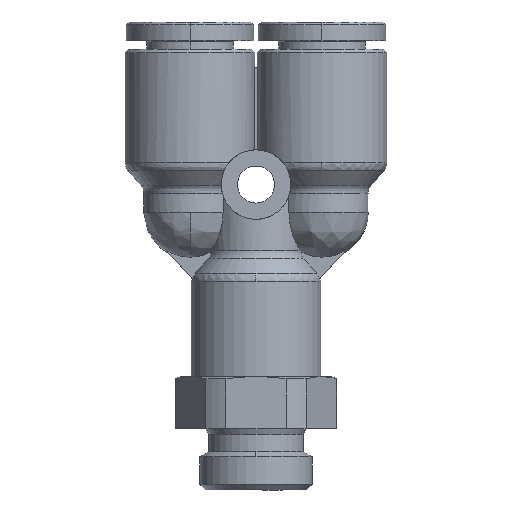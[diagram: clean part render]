
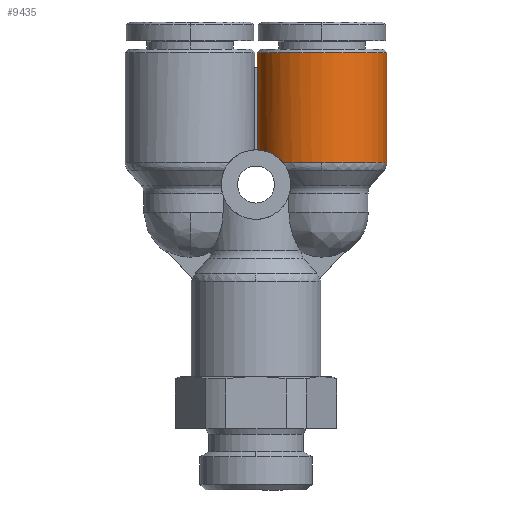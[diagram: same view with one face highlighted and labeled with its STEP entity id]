
A CAD part, front view. The second image highlights one B-rep face of the part: STEP entity #9435.
In plain terms, the highlighted cylindrical face has radius 5.6 mm (diameter 11.2 mm), a partial arc.
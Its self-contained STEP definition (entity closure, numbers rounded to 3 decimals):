
#42 = LINE ( 'NONE', #13442, #18440 ) ;
#150 = DIRECTION ( 'NONE',  ( -1., 0., 0. ) ) ;
#244 = DIRECTION ( 'NONE',  ( 1., 0., 0. ) ) ;
#550 = AXIS2_PLACEMENT_3D ( 'NONE', #11717, #150, #18343 ) ;
#599 = CARTESIAN_POINT ( 'NONE',  ( -11.062, -3.969, 7.229 ) ) ;
#690 = AXIS2_PLACEMENT_3D ( 'NONE', #6159, #12645, #20655 ) ;
#819 = CARTESIAN_POINT ( 'NONE',  ( -11.611, -1.142, 5.687 ) ) ;
#825 = AXIS2_PLACEMENT_3D ( 'NONE', #5091, #244, #16518 ) ;
#1324 = CARTESIAN_POINT ( 'NONE',  ( -18.718, 0., 11.184 ) ) ;
#1563 = CARTESIAN_POINT ( 'NONE',  ( -14.418, 0., 16.784 ) ) ;
#1640 = ORIENTED_EDGE ( 'NONE', *, *, #4473, .T. ) ;
#2156 = CARTESIAN_POINT ( 'NONE',  ( -10.483, 0., 16.784 ) ) ;
#2522 = CARTESIAN_POINT ( 'NONE',  ( -11.577, -2.075, 5.979 ) ) ;
#2822 = ORIENTED_EDGE ( 'NONE', *, *, #6598, .T. ) ;
#3095 = EDGE_CURVE ( 'NONE', #13587, #17127, #18397, .T. ) ;
#3637 = CARTESIAN_POINT ( 'NONE',  ( -14.418, 0., 5.584 ) ) ;
#4390 = CIRCLE ( 'NONE', #8328, 5.6 ) ;
#4473 = EDGE_CURVE ( 'NONE', #19489, #14280, #10760, .T. ) ;
#4499 = EDGE_CURVE ( 'NONE', #18790, #10554, #42, .T. ) ;
#5091 = CARTESIAN_POINT ( 'NONE',  ( -14.418, 0., 11.184 ) ) ;
#5117 = ORIENTED_EDGE ( 'NONE', *, *, #7885, .T. ) ;
#5530 = CARTESIAN_POINT ( 'NONE',  ( -10.624, -4.404, 7.722 ) ) ;
#5598 = CARTESIAN_POINT ( 'NONE',  ( -10.748, -4.308, 7.602 ) ) ;
#5629 = VECTOR ( 'NONE', #19832, 1000. ) ;
#6093 = DIRECTION ( 'NONE',  ( 0., 0., -1. ) ) ;
#6159 = CARTESIAN_POINT ( 'NONE',  ( -20.018, 0., 11.184 ) ) ;
#6598 = EDGE_CURVE ( 'NONE', #14902, #19489, #4390, .T. ) ;
#6859 = CARTESIAN_POINT ( 'NONE',  ( -10.483, 0., 11.184 ) ) ;
#7092 = CIRCLE ( 'NONE', #690, 5.6 ) ;
#7128 = CARTESIAN_POINT ( 'NONE',  ( -10.483, -5.6, 11.184 ) ) ;
#7396 = ORIENTED_EDGE ( 'NONE', *, *, #18672, .T. ) ;
#7461 = CARTESIAN_POINT ( 'NONE',  ( -11.501, -2.78, 6.319 ) ) ;
#7484 = CARTESIAN_POINT ( 'NONE',  ( -10.483, -4.487, 7.834 ) ) ;
#7885 = EDGE_CURVE ( 'NONE', #10554, #14902, #16970, .T. ) ;
#8328 = AXIS2_PLACEMENT_3D ( 'NONE', #6859, #14900, #18229 ) ;
#8557 = CYLINDRICAL_SURFACE ( 'NONE', #825, 5.6 ) ;
#8810 = CARTESIAN_POINT ( 'NONE',  ( -10.483, -4.487, 7.834 ) ) ;
#9092 = CARTESIAN_POINT ( 'NONE',  ( -11.299, -3.578, 6.861 ) ) ;
#9156 = VERTEX_POINT ( 'NONE', #18626 ) ;
#9161 = LINE ( 'NONE', #1563, #14760 ) ;
#9291 = AXIS2_PLACEMENT_3D ( 'NONE', #1324, #19322, #6093 ) ;
#9435 = ADVANCED_FACE ( 'NONE', ( #11859 ), #8557, .T. ) ;
#9610 = CARTESIAN_POINT ( 'NONE',  ( -11.614, -0.75, 5.634 ) ) ;
#10554 = VERTEX_POINT ( 'NONE', #9610 ) ;
#10760 = CIRCLE ( 'NONE', #550, 5.6 ) ;
#11385 = DIRECTION ( 'NONE',  ( 1., 0., 0. ) ) ;
#11717 = CARTESIAN_POINT ( 'NONE',  ( -10.483, 0., 11.184 ) ) ;
#11859 = FACE_OUTER_BOUND ( 'NONE', #17988, .T. ) ;
#12055 = CARTESIAN_POINT ( 'NONE',  ( -11.564, -2.258, 6.055 ) ) ;
#12228 = ORIENTED_EDGE ( 'NONE', *, *, #13215, .F. ) ;
#12259 = CARTESIAN_POINT ( 'NONE',  ( -11.606, -1.522, 5.78 ) ) ;
#12645 = DIRECTION ( 'NONE',  ( 1., 0., 0. ) ) ;
#13215 = EDGE_CURVE ( 'NONE', #9156, #14280, #9161, .T. ) ;
#13442 = CARTESIAN_POINT ( 'NONE',  ( -14.418, -0.75, 5.634 ) ) ;
#13569 = EDGE_CURVE ( 'NONE', #17127, #18790, #18815, .T. ) ;
#13587 = VERTEX_POINT ( 'NONE', #17830 ) ;
#13705 = CARTESIAN_POINT ( 'NONE',  ( -11.526, -2.61, 6.225 ) ) ;
#14280 = VERTEX_POINT ( 'NONE', #2156 ) ;
#14760 = VECTOR ( 'NONE', #11385, 1000. ) ;
#14900 = DIRECTION ( 'NONE',  ( -1., 0., 0. ) ) ;
#14902 = VERTEX_POINT ( 'NONE', #7484 ) ;
#15281 = CARTESIAN_POINT ( 'NONE',  ( -10.968, -4.09, 7.355 ) ) ;
#16518 = DIRECTION ( 'NONE',  ( 0., 0., -1. ) ) ;
#16619 = DIRECTION ( 'NONE',  ( 1., 0., 0. ) ) ;
#16970 = B_SPLINE_CURVE_WITH_KNOTS ( 'NONE', 3,
 ( #20421, #819, #12259, #2522, #12055, #13705, #7461, #18880, #9092, #599, #15281, #5598, #5530, #8810 ),
 .UNSPECIFIED., .F., .F.,
 ( 4, 2, 2, 2, 2, 2, 4 ),
 ( 0., 0.001, 0.002, 0.002, 0.004, 0.004, 0.005 ),
 .UNSPECIFIED. ) ;
#17127 = VERTEX_POINT ( 'NONE', #17822 ) ;
#17326 = ORIENTED_EDGE ( 'NONE', *, *, #3095, .T. ) ;
#17696 = ORIENTED_EDGE ( 'NONE', *, *, #13569, .T. ) ;
#17822 = CARTESIAN_POINT ( 'NONE',  ( -18.718, 0., 5.584 ) ) ;
#17830 = CARTESIAN_POINT ( 'NONE',  ( -20.018, 0., 5.584 ) ) ;
#17988 = EDGE_LOOP ( 'NONE', ( #12228, #7396, #17326, #17696, #18210, #5117, #2822, #1640 ) ) ;
#18210 = ORIENTED_EDGE ( 'NONE', *, *, #4499, .T. ) ;
#18229 = DIRECTION ( 'NONE',  ( 0., 0., -1. ) ) ;
#18343 = DIRECTION ( 'NONE',  ( 0., 0., -1. ) ) ;
#18397 = LINE ( 'NONE', #3637, #5629 ) ;
#18440 = VECTOR ( 'NONE', #16619, 1000. ) ;
#18626 = CARTESIAN_POINT ( 'NONE',  ( -20.018, 0., 16.784 ) ) ;
#18672 = EDGE_CURVE ( 'NONE', #9156, #13587, #7092, .T. ) ;
#18790 = VERTEX_POINT ( 'NONE', #21015 ) ;
#18815 = CIRCLE ( 'NONE', #9291, 5.6 ) ;
#18880 = CARTESIAN_POINT ( 'NONE',  ( -11.401, -3.272, 6.623 ) ) ;
#19322 = DIRECTION ( 'NONE',  ( -1., 0., 0. ) ) ;
#19489 = VERTEX_POINT ( 'NONE', #7128 ) ;
#19832 = DIRECTION ( 'NONE',  ( 1., 0., 0. ) ) ;
#20421 = CARTESIAN_POINT ( 'NONE',  ( -11.614, -0.75, 5.634 ) ) ;
#20655 = DIRECTION ( 'NONE',  ( 0., 0., -1. ) ) ;
#21015 = CARTESIAN_POINT ( 'NONE',  ( -18.718, -0.75, 5.634 ) ) ;
